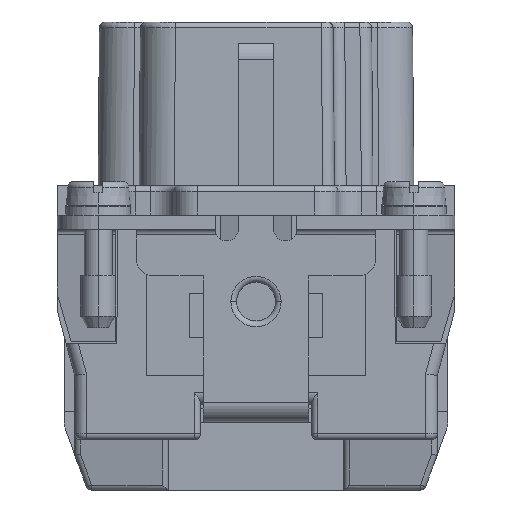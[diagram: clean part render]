
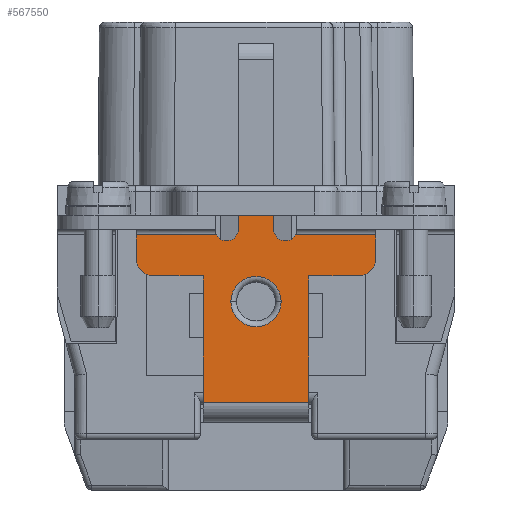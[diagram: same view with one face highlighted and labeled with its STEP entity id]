
A CAD part, left-side view. The second image highlights one B-rep face of the part: STEP entity #567550.
In plain terms, the highlighted planar face has unit normal (-1, 0, 0).
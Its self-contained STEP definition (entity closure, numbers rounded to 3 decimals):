
#108710=CARTESIAN_POINT('',(72.088,67.565,
-82.3));
#108720=VERTEX_POINT('',#108710);
#108750=CARTESIAN_POINT('',(72.088,56.233,
-82.3));
#108760=DIRECTION('',(0.,1.,0.));
#108770=VECTOR('',#108760,1.);
#108780=LINE('',#108750,#108770);
#108790=CARTESIAN_POINT('',(72.088,70.565,
-82.3));
#108800=VERTEX_POINT('',#108790);
#108810=EDGE_CURVE('',#108720,#108800,#108780,.T.);
#482220=CARTESIAN_POINT('',(72.088,70.565,
-66.8));
#482230=DIRECTION('',(0.,0.,1.));
#482240=VECTOR('',#482230,1.);
#482250=LINE('',#482220,#482240);
#482440=CARTESIAN_POINT('',(72.088,67.565,
-66.8));
#482450=DIRECTION('',(0.,0.,-1.));
#482460=VECTOR('',#482450,1.);
#482470=LINE('',#482440,#482460);
#482950=CARTESIAN_POINT('',(72.088,86.065,
-66.8));
#482960=DIRECTION('',(-1.,0.,0.));
#482970=DIRECTION('',(0.,1.,0.));
#482980=AXIS2_PLACEMENT_3D('',#482950,#482960,#482970);
#482990=PLANE('',#482980);
#485750=CARTESIAN_POINT('',(72.088,64.565,
-92.8));
#485760=VERTEX_POINT('',#485750);
#487060=CARTESIAN_POINT('',(72.088,64.565,
-98.3));
#487070=VERTEX_POINT('',#487060);
#487100=CARTESIAN_POINT('',(72.088,64.565,
-66.8));
#487110=DIRECTION('',(0.,0.,-1.));
#487120=VECTOR('',#487110,1.);
#487130=LINE('',#487100,#487120);
#487140=EDGE_CURVE('',#485760,#487070,#487130,.T.);
#487360=CARTESIAN_POINT('',(72.088,73.565,
-98.3));
#487370=VERTEX_POINT('',#487360);
#487400=CARTESIAN_POINT('',(72.088,25.065,
-98.3));
#487410=DIRECTION('',(0.,1.,0.));
#487420=VECTOR('',#487410,1.);
#487430=LINE('',#487400,#487420);
#487440=EDGE_CURVE('',#487070,#487370,#487430,.T.);
#487630=CARTESIAN_POINT('',(72.088,73.565,
-66.8));
#487640=DIRECTION('',(0.,0.,1.));
#487650=VECTOR('',#487640,1.);
#487660=LINE('',#487630,#487650);
#487670=CARTESIAN_POINT('',(72.088,73.565,
-92.8));
#487680=VERTEX_POINT('',#487670);
#487690=EDGE_CURVE('',#487370,#487680,#487660,.T.);
#488140=CARTESIAN_POINT('',(72.088,73.565,
-87.5));
#488150=VERTEX_POINT('',#488140);
#488320=CARTESIAN_POINT('',(72.088,77.815,
-87.5));
#488330=VERTEX_POINT('',#488320);
#488360=CARTESIAN_POINT('',(72.088,25.065,
-87.5));
#488370=DIRECTION('',(0.,1.,0.));
#488380=VECTOR('',#488370,1.);
#488390=LINE('',#488360,#488380);
#488400=EDGE_CURVE('',#488150,#488330,#488390,.T.);
#488560=CARTESIAN_POINT('',(72.088,73.565,
-89.));
#488570=VERTEX_POINT('',#488560);
#488650=CARTESIAN_POINT('',(72.088,73.565,
-66.8));
#488660=DIRECTION('',(0.,0.,1.));
#488670=VECTOR('',#488660,1.);
#488680=LINE('',#488650,#488670);
#488690=EDGE_CURVE('',#488570,#488150,#488680,.T.);
#488860=CARTESIAN_POINT('',(72.088,73.565,
-66.8));
#488870=DIRECTION('',(0.,0.,-1.));
#488880=VECTOR('',#488870,1.);
#488890=LINE('',#488860,#488880);
#488900=EDGE_CURVE('',#488570,#487680,#488890,.T.);
#490970=CARTESIAN_POINT('',(72.088,77.815,
-86.));
#490980=DIRECTION('',(-1.,0.,0.));
#490990=DIRECTION('',(0.,1.,0.));
#491000=AXIS2_PLACEMENT_3D('',#490970,#490980,#490990);
#491010=CIRCLE('',#491000,1.5);
#491020=CARTESIAN_POINT('',(72.088,79.315,
-86.));
#491030=VERTEX_POINT('',#491020);
#491040=EDGE_CURVE('',#491030,#488330,#491010,.T.);
#491510=CARTESIAN_POINT('',(72.088,64.565,
-87.5));
#491520=VERTEX_POINT('',#491510);
#491550=CARTESIAN_POINT('',(72.088,25.065,
-87.5));
#491560=DIRECTION('',(0.,1.,0.));
#491570=VECTOR('',#491560,1.);
#491580=LINE('',#491550,#491570);
#491590=CARTESIAN_POINT('',(72.088,60.315,
-87.5));
#491600=VERTEX_POINT('',#491590);
#491610=EDGE_CURVE('',#491600,#491520,#491580,.T.);
#492380=CARTESIAN_POINT('',(72.088,65.699,
-84.));
#492390=VERTEX_POINT('',#492380);
#492420=CARTESIAN_POINT('',(72.088,66.565,
-83.5));
#492430=DIRECTION('',(-1.,0.,0.));
#492440=DIRECTION('',(0.,1.,0.));
#492450=AXIS2_PLACEMENT_3D('',#492420,#492430,#492440);
#492460=CIRCLE('',#492450,1.);
#492470=CARTESIAN_POINT('',(72.088,67.565,
-83.5));
#492480=VERTEX_POINT('',#492470);
#492490=EDGE_CURVE('',#492480,#492390,#492460,.T.);
#495880=CARTESIAN_POINT('',(72.088,58.815,
-84.));
#495890=VERTEX_POINT('',#495880);
#495920=CARTESIAN_POINT('',(72.088,25.065,
-84.));
#495930=DIRECTION('',(0.,-1.,0.));
#495940=VECTOR('',#495930,1.);
#495950=LINE('',#495920,#495940);
#495960=EDGE_CURVE('',#492390,#495890,#495950,.T.);
#496210=CARTESIAN_POINT('',(72.088,58.815,
-86.));
#496220=VERTEX_POINT('',#496210);
#496250=CARTESIAN_POINT('',(72.088,58.815,
-66.8));
#496260=DIRECTION('',(0.,0.,-1.));
#496270=VECTOR('',#496260,1.);
#496280=LINE('',#496250,#496270);
#496290=EDGE_CURVE('',#495890,#496220,#496280,.T.);
#510960=CARTESIAN_POINT('',(72.088,60.315,
-86.));
#510970=DIRECTION('',(-1.,0.,0.));
#510980=DIRECTION('',(0.,1.,0.));
#510990=AXIS2_PLACEMENT_3D('',#510960,#510970,#510980);
#511000=CIRCLE('',#510990,1.5);
#511010=EDGE_CURVE('',#491600,#496220,#511000,.T.);
#511310=CARTESIAN_POINT('',(72.088,64.565,
-89.));
#511320=VERTEX_POINT('',#511310);
#511370=CARTESIAN_POINT('',(72.088,64.565,
-66.8));
#511380=DIRECTION('',(0.,0.,-1.));
#511390=VECTOR('',#511380,1.);
#511400=LINE('',#511370,#511390);
#511410=EDGE_CURVE('',#511320,#485760,#511400,.T.);
#512490=CARTESIAN_POINT('',(72.088,64.565,
-66.8));
#512500=DIRECTION('',(0.,0.,-1.));
#512510=VECTOR('',#512500,1.);
#512520=LINE('',#512490,#512510);
#512530=EDGE_CURVE('',#491520,#511320,#512520,.T.);
#529490=CARTESIAN_POINT('',(72.088,72.431,
-84.));
#529500=VERTEX_POINT('',#529490);
#529530=CARTESIAN_POINT('',(72.088,25.065,
-84.));
#529540=DIRECTION('',(0.,-1.,0.));
#529550=VECTOR('',#529540,1.);
#529560=LINE('',#529530,#529550);
#529570=CARTESIAN_POINT('',(72.088,79.315,
-84.));
#529580=VERTEX_POINT('',#529570);
#529590=EDGE_CURVE('',#529580,#529500,#529560,.T.);
#529930=CARTESIAN_POINT('',(72.088,79.315,
-66.8));
#529940=DIRECTION('',(0.,0.,1.));
#529950=VECTOR('',#529940,1.);
#529960=LINE('',#529930,#529950);
#529970=EDGE_CURVE('',#491030,#529580,#529960,.T.);
#532390=CARTESIAN_POINT('',(72.088,70.565,
-83.5));
#532400=VERTEX_POINT('',#532390);
#532410=EDGE_CURVE('',#532400,#108800,#482250,.T.);
#564970=EDGE_CURVE('',#108720,#492480,#482470,.T.);
#566910=CARTESIAN_POINT('',(72.088,66.915,
-89.7));
#566920=VERTEX_POINT('',#566910);
#567010=CARTESIAN_POINT('',(72.088,71.215,
-89.7));
#567020=VERTEX_POINT('',#567010);
#567050=CARTESIAN_POINT('',(72.088,69.065,
-89.7));
#567060=DIRECTION('',(-1.,0.,0.));
#567070=DIRECTION('',(0.,1.,0.));
#567080=AXIS2_PLACEMENT_3D('',#567050,#567060,#567070);
#567090=CIRCLE('',#567080,2.15);
#567100=EDGE_CURVE('',#566920,#567020,#567090,.T.);
#567220=ORIENTED_EDGE('',*,*,#564970,.F.);
#567230=ORIENTED_EDGE('',*,*,#492490,.F.);
#567240=ORIENTED_EDGE('',*,*,#495960,.F.);
#567250=ORIENTED_EDGE('',*,*,#496290,.F.);
#567260=ORIENTED_EDGE('',*,*,#511010,.T.);
#567270=ORIENTED_EDGE('',*,*,#491610,.F.);
#567280=ORIENTED_EDGE('',*,*,#512530,.F.);
#567290=ORIENTED_EDGE('',*,*,#511410,.F.);
#567300=ORIENTED_EDGE('',*,*,#487140,.F.);
#567310=ORIENTED_EDGE('',*,*,#487440,.F.);
#567320=ORIENTED_EDGE('',*,*,#487690,.F.);
#567330=ORIENTED_EDGE('',*,*,#488900,.T.);
#567340=ORIENTED_EDGE('',*,*,#488690,.F.);
#567350=ORIENTED_EDGE('',*,*,#488400,.F.);
#567360=ORIENTED_EDGE('',*,*,#491040,.T.);
#567370=ORIENTED_EDGE('',*,*,#529970,.F.);
#567380=ORIENTED_EDGE('',*,*,#529590,.F.);
#567390=CARTESIAN_POINT('',(72.088,71.565,
-83.5));
#567400=DIRECTION('',(-1.,0.,0.));
#567410=DIRECTION('',(0.,1.,0.));
#567420=AXIS2_PLACEMENT_3D('',#567390,#567400,#567410);
#567430=CIRCLE('',#567420,1.);
#567440=EDGE_CURVE('',#529500,#532400,#567430,.T.);
#567450=ORIENTED_EDGE('',*,*,#567440,.F.);
#567460=ORIENTED_EDGE('',*,*,#532410,.F.);
#567470=ORIENTED_EDGE('',*,*,#108810,.T.);
#567480=EDGE_LOOP('',(#567470,#567460,#567450,#567380,#567370,#567360,
#567350,#567340,#567330,#567320,#567310,#567300,#567290,#567280,#567270,
#567260,#567250,#567240,#567230,#567220));
#567490=FACE_OUTER_BOUND('',#567480,.T.);
#567500=EDGE_CURVE('',#567020,#566920,#567090,.T.);
#567510=ORIENTED_EDGE('',*,*,#567500,.F.);
#567520=ORIENTED_EDGE('',*,*,#567100,.F.);
#567530=EDGE_LOOP('',(#567520,#567510));
#567540=FACE_BOUND('',#567530,.T.);
#567550=ADVANCED_FACE('',(#567490,#567540),#482990,.T.);
